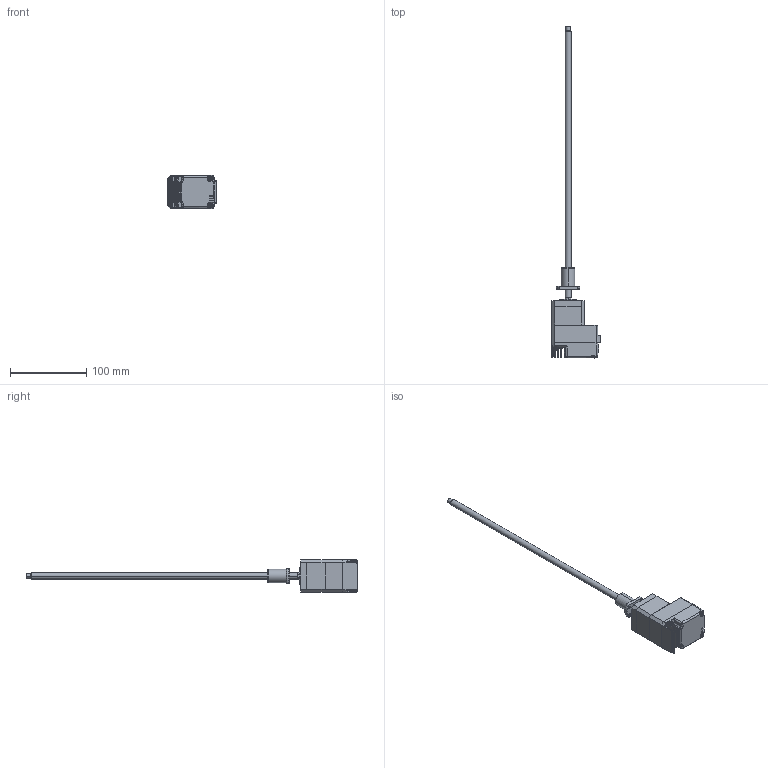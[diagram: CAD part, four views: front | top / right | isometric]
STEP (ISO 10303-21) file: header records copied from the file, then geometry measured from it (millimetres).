
FILE_DESCRIPTION (( 'STEP AP203' ), '1' );
FILE_NAME ('TSM17Q-2RG-B0808-355-FF1-S.STEP', '2021-10-08T07:33:25', ( '' ), ( '' ), 'SwSTEP 2.0', 'SolidWorks 2018', '' );
FILE_SCHEMA (( 'CONFIG_CONTROL_DESIGN' ));
Length unit declared in the file: millimetre
Products named in the file (1): TSM17Q-2RG-B0808-355-FF1-S
Bounding box: 64.11 x 436.37 x 43.53 mm (x, y, z)
Surface area: 38279.5 mm2 (no closed solid volume)
Topology: 0 solids, 20 shells, 354 faces, 1314 edges, 955 vertices
Faces by surface type: plane 172, cylinder 114, bspline 44, cone 16, sphere 8
Entity records: 16043 total; most frequent: CARTESIAN_POINT 5336, DIRECTION 2104, ORIENTED_EDGE 1987, EDGE_CURVE 1312, VERTEX_POINT 955, LINE 816, VECTOR 816, AXIS2_PLACEMENT_3D 644
